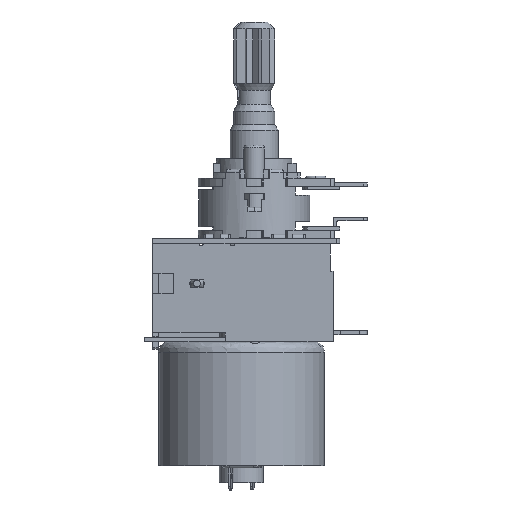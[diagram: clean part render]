
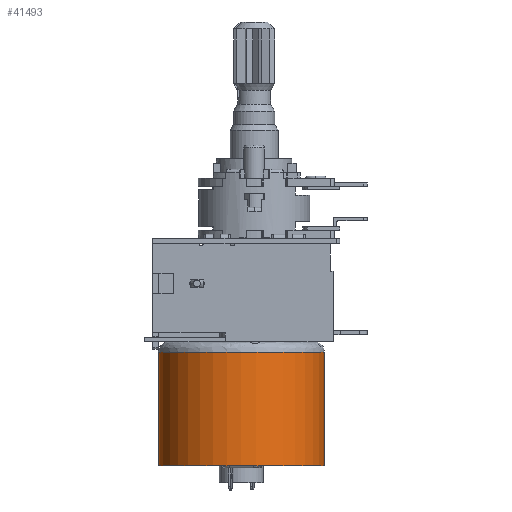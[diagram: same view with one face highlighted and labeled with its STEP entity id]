
A CAD part, left-side view. The second image highlights one B-rep face of the part: STEP entity #41493.
In plain terms, the highlighted cylindrical face has radius 12.125 mm (diameter 24.25 mm), a partial arc.
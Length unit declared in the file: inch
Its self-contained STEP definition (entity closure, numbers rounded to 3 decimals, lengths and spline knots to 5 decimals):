
#2767 = LINE ( 'NONE', #25142, #11756 ) ;
#5533 = DIRECTION ( 'NONE',  ( 0., 0., 1. ) ) ;
#6015 = ORIENTED_EDGE ( 'NONE', *, *, #35058, .T. ) ;
#10492 = EDGE_CURVE ( 'NONE', #11854, #29328, #2767, .T. ) ;
#10599 = CARTESIAN_POINT ( 'NONE',  ( 4.76995, 3.46533, 3.11493 ) ) ;
#10770 = DIRECTION ( 'NONE',  ( 0., 0., 1. ) ) ;
#11756 = VECTOR ( 'NONE', #46308, 39.37008 ) ;
#11854 = VERTEX_POINT ( 'NONE', #43188 ) ;
#12594 = CIRCLE ( 'NONE', #18662, 0.47736 ) ;
#13947 = VERTEX_POINT ( 'NONE', #27658 ) ;
#18012 = VECTOR ( 'NONE', #20616, 39.37008 ) ;
#18662 = AXIS2_PLACEMENT_3D ( 'NONE', #43202, #24664, #36320 ) ;
#20054 = DIRECTION ( 'NONE',  ( 0., -1., 0. ) ) ;
#20307 = CARTESIAN_POINT ( 'NONE',  ( 4.76995, 3.94269, 2.46139 ) ) ;
#20550 = EDGE_CURVE ( 'NONE', #42478, #29328, #12594, .T. ) ;
#20616 = DIRECTION ( 'NONE',  ( 0., 0., 1. ) ) ;
#21487 = CARTESIAN_POINT ( 'NONE',  ( 4.76995, 3.94269, 2.36297 ) ) ;
#21626 = EDGE_CURVE ( 'NONE', #13947, #42478, #28179, .T. ) ;
#24389 = CARTESIAN_POINT ( 'NONE',  ( 4.76995, 3.46533, 2.36297 ) ) ;
#24664 = DIRECTION ( 'NONE',  ( 0., 0., -1. ) ) ;
#24834 = CIRCLE ( 'NONE', #36234, 0.47736 ) ;
#25142 = CARTESIAN_POINT ( 'NONE',  ( 4.76995, 4.42006, 2.36297 ) ) ;
#27658 = CARTESIAN_POINT ( 'NONE',  ( 4.76995, 3.46533, 2.46139 ) ) ;
#28179 = LINE ( 'NONE', #24389, #18012 ) ;
#29328 = VERTEX_POINT ( 'NONE', #31681 ) ;
#31681 = CARTESIAN_POINT ( 'NONE',  ( 4.76995, 4.42006, 3.11493 ) ) ;
#32407 = DIRECTION ( 'NONE',  ( 0., -1., 0. ) ) ;
#33396 = ORIENTED_EDGE ( 'NONE', *, *, #21626, .T. ) ;
#34130 = AXIS2_PLACEMENT_3D ( 'NONE', #21487, #10770, #32407 ) ;
#35058 = EDGE_CURVE ( 'NONE', #11854, #13947, #24834, .T. ) ;
#35761 = ORIENTED_EDGE ( 'NONE', *, *, #20550, .T. ) ;
#35957 = CYLINDRICAL_SURFACE ( 'NONE', #34130, 0.47736 ) ;
#36234 = AXIS2_PLACEMENT_3D ( 'NONE', #20307, #5533, #20054 ) ;
#36320 = DIRECTION ( 'NONE',  ( 0., -1., 0. ) ) ;
#37700 = ORIENTED_EDGE ( 'NONE', *, *, #10492, .F. ) ;
#41493 = ADVANCED_FACE ( 'NONE', ( #43324 ), #35957, .T. ) ;
#42478 = VERTEX_POINT ( 'NONE', #10599 ) ;
#43188 = CARTESIAN_POINT ( 'NONE',  ( 4.76995, 4.42006, 2.46139 ) ) ;
#43202 = CARTESIAN_POINT ( 'NONE',  ( 4.76995, 3.94269, 3.11493 ) ) ;
#43324 = FACE_OUTER_BOUND ( 'NONE', #44793, .T. ) ;
#44793 = EDGE_LOOP ( 'NONE', ( #37700, #6015, #33396, #35761 ) ) ;
#46308 = DIRECTION ( 'NONE',  ( 0., 0., 1. ) ) ;
